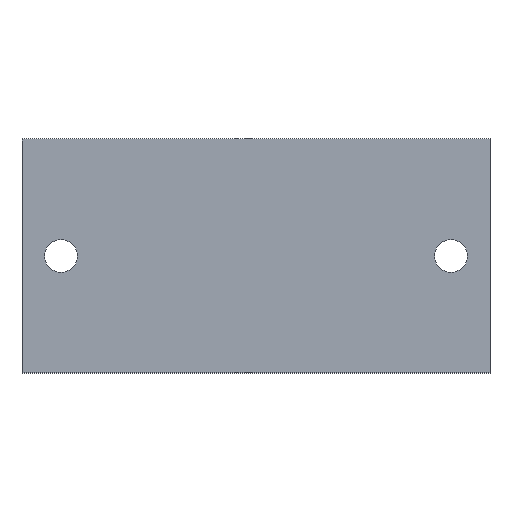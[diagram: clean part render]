
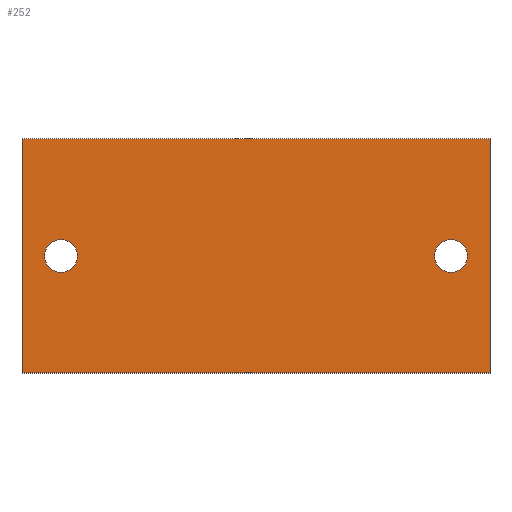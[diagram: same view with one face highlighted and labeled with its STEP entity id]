
A CAD part, top view. The second image highlights one B-rep face of the part: STEP entity #252.
In plain terms, the highlighted planar face has unit normal (0, 0, 1).
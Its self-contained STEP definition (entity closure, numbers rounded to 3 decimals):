
#208=AXIS2_PLACEMENT_3D('Plane Axis2P3D',#205,#206,#207) ;
#218=AXIS2_PLACEMENT_3D('Circle Axis2P3D',#216,#217,$) ;
#227=AXIS2_PLACEMENT_3D('Circle Axis2P3D',#225,#226,$) ;
#236=AXIS2_PLACEMENT_3D('Circle Axis2P3D',#234,#235,$) ;
#245=AXIS2_PLACEMENT_3D('Circle Axis2P3D',#243,#244,$) ;
#51=CARTESIAN_POINT('Vertex',(60.,30.,1.2)) ;
#54=CARTESIAN_POINT('Line Origine',(60.,15.,1.2)) ;
#58=CARTESIAN_POINT('Vertex',(60.,0.,1.2)) ;
#89=CARTESIAN_POINT('Vertex',(0.,30.,1.2)) ;
#92=CARTESIAN_POINT('Line Origine',(30.,30.,1.2)) ;
#120=CARTESIAN_POINT('Vertex',(0.,0.,1.2)) ;
#123=CARTESIAN_POINT('Line Origine',(0.,15.,1.2)) ;
#145=CARTESIAN_POINT('Line Origine',(30.,0.,1.2)) ;
#205=CARTESIAN_POINT('Axis2P3D Location',(30.,15.,1.2)) ;
#216=CARTESIAN_POINT('Axis2P3D Location',(5.,15.,1.2)) ;
#220=CARTESIAN_POINT('Vertex',(7.1,15.,1.2)) ;
#222=CARTESIAN_POINT('Vertex',(2.9,15.,1.2)) ;
#225=CARTESIAN_POINT('Axis2P3D Location',(5.,15.,1.2)) ;
#234=CARTESIAN_POINT('Axis2P3D Location',(55.,15.,1.2)) ;
#238=CARTESIAN_POINT('Vertex',(52.9,15.,1.2)) ;
#240=CARTESIAN_POINT('Vertex',(57.1,15.,1.2)) ;
#243=CARTESIAN_POINT('Axis2P3D Location',(55.,15.,1.2)) ;
#55=DIRECTION('Vector Direction',(0.,1.,0.)) ;
#93=DIRECTION('Vector Direction',(1.,0.,0.)) ;
#124=DIRECTION('Vector Direction',(0.,-1.,0.)) ;
#146=DIRECTION('Vector Direction',(-1.,0.,0.)) ;
#206=DIRECTION('Axis2P3D Direction',(0.,0.,1.)) ;
#207=DIRECTION('Axis2P3D XDirection',(-1.,0.,0.)) ;
#217=DIRECTION('Axis2P3D Direction',(0.,0.,1.)) ;
#226=DIRECTION('Axis2P3D Direction',(0.,0.,1.)) ;
#235=DIRECTION('Axis2P3D Direction',(0.,0.,1.)) ;
#244=DIRECTION('Axis2P3D Direction',(0.,0.,1.)) ;
#56=VECTOR('Line Direction',#55,1.) ;
#94=VECTOR('Line Direction',#93,1.) ;
#125=VECTOR('Line Direction',#124,1.) ;
#147=VECTOR('Line Direction',#146,1.) ;
#211=ORIENTED_EDGE('',*,*,#60,.T.) ;
#212=ORIENTED_EDGE('',*,*,#96,.T.) ;
#213=ORIENTED_EDGE('',*,*,#127,.T.) ;
#214=ORIENTED_EDGE('',*,*,#149,.T.) ;
#231=ORIENTED_EDGE('',*,*,#224,.F.) ;
#232=ORIENTED_EDGE('',*,*,#229,.F.) ;
#249=ORIENTED_EDGE('',*,*,#242,.F.) ;
#250=ORIENTED_EDGE('',*,*,#247,.F.) ;
#233=FACE_BOUND('',#230,.T.) ;
#251=FACE_BOUND('',#248,.T.) ;
#252=ADVANCED_FACE('S3D gedreht',(#215,#233,#251),#209,.T.) ;
#219=CIRCLE('generated circle',#218,2.1) ;
#228=CIRCLE('generated circle',#227,2.1) ;
#237=CIRCLE('generated circle',#236,2.1) ;
#246=CIRCLE('generated circle',#245,2.1) ;
#60=EDGE_CURVE('',#59,#52,#57,.T.) ;
#96=EDGE_CURVE('',#52,#90,#95,.F.) ;
#127=EDGE_CURVE('',#90,#121,#126,.T.) ;
#149=EDGE_CURVE('',#121,#59,#148,.F.) ;
#224=EDGE_CURVE('',#221,#223,#219,.T.) ;
#229=EDGE_CURVE('',#223,#221,#228,.T.) ;
#242=EDGE_CURVE('',#239,#241,#237,.T.) ;
#247=EDGE_CURVE('',#241,#239,#246,.T.) ;
#210=EDGE_LOOP('',(#211,#212,#213,#214)) ;
#230=EDGE_LOOP('',(#231,#232)) ;
#248=EDGE_LOOP('',(#249,#250)) ;
#215=FACE_OUTER_BOUND('',#210,.T.) ;
#57=LINE('Line',#54,#56) ;
#95=LINE('Line',#92,#94) ;
#126=LINE('Line',#123,#125) ;
#148=LINE('Line',#145,#147) ;
#209=PLANE('',#208) ;
#52=VERTEX_POINT('',#51) ;
#59=VERTEX_POINT('',#58) ;
#90=VERTEX_POINT('',#89) ;
#121=VERTEX_POINT('',#120) ;
#221=VERTEX_POINT('',#220) ;
#223=VERTEX_POINT('',#222) ;
#239=VERTEX_POINT('',#238) ;
#241=VERTEX_POINT('',#240) ;
